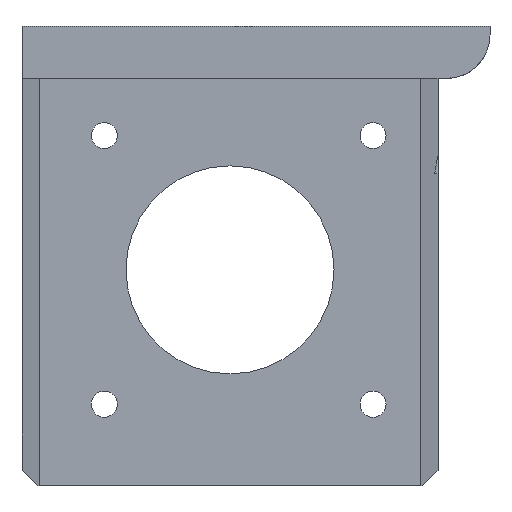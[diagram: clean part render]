
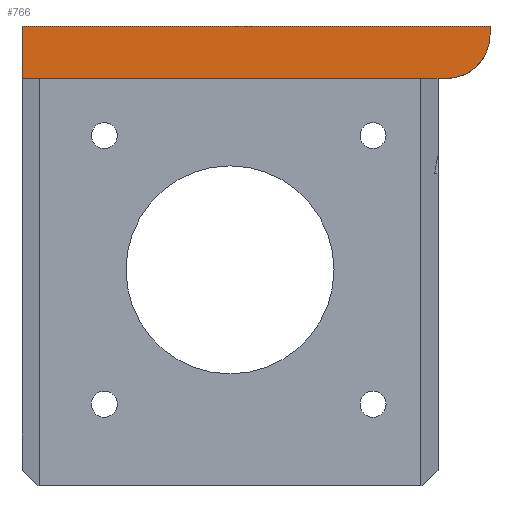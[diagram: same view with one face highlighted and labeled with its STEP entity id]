
A CAD part, left-side view. The second image highlights one B-rep face of the part: STEP entity #766.
In plain terms, the highlighted planar face has unit normal (-1, 0, 0).
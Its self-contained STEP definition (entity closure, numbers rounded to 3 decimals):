
#32 = PLANE('',#33);
#33 = AXIS2_PLACEMENT_3D('',#34,#35,#36);
#34 = CARTESIAN_POINT('',(-7.096,39.5,-20.109));
#35 = DIRECTION('',(0.,1.,0.));
#36 = DIRECTION('',(0.,0.,1.));
#113 = VERTEX_POINT('',#114);
#114 = CARTESIAN_POINT('',(-24.,39.5,-9.5));
#128 = PLANE('',#129);
#129 = AXIS2_PLACEMENT_3D('',#130,#131,#132);
#130 = CARTESIAN_POINT('',(-24.007,39.5,-9.5));
#131 = DIRECTION('',(0.,0.,1.));
#132 = DIRECTION('',(1.,0.,0.));
#140 = EDGE_CURVE('',#141,#113,#143,.T.);
#141 = VERTEX_POINT('',#142);
#142 = CARTESIAN_POINT('',(-24.,39.5,-3.5));
#143 = SURFACE_CURVE('',#144,(#148,#155),.PCURVE_S1.);
#144 = LINE('',#145,#146);
#145 = CARTESIAN_POINT('',(-24.,39.5,-3.5));
#146 = VECTOR('',#147,1.);
#147 = DIRECTION('',(0.,0.,-1.));
#148 = PCURVE('',#32,#149);
#149 = DEFINITIONAL_REPRESENTATION('',(#150),#154);
#150 = LINE('',#151,#152);
#151 = CARTESIAN_POINT('',(16.609,-16.904));
#152 = VECTOR('',#153,1.);
#153 = DIRECTION('',(-1.,0.));
#154 = ( GEOMETRIC_REPRESENTATION_CONTEXT(2) 
PARAMETRIC_REPRESENTATION_CONTEXT() REPRESENTATION_CONTEXT('2D SPACE',''
  ) );
#155 = PCURVE('',#156,#161);
#156 = PLANE('',#157);
#157 = AXIS2_PLACEMENT_3D('',#158,#159,#160);
#158 = CARTESIAN_POINT('',(-24.,39.5,-3.5));
#159 = DIRECTION('',(-1.,0.,0.));
#160 = DIRECTION('',(0.,0.,-1.));
#161 = DEFINITIONAL_REPRESENTATION('',(#162),#166);
#162 = LINE('',#163,#164);
#163 = CARTESIAN_POINT('',(0.,0.));
#164 = VECTOR('',#165,1.);
#165 = DIRECTION('',(1.,0.));
#166 = ( GEOMETRIC_REPRESENTATION_CONTEXT(2) 
PARAMETRIC_REPRESENTATION_CONTEXT() REPRESENTATION_CONTEXT('2D SPACE',''
  ) );
#184 = PLANE('',#185);
#185 = AXIS2_PLACEMENT_3D('',#186,#187,#188);
#186 = CARTESIAN_POINT('',(24.,39.5,-3.5));
#187 = DIRECTION('',(0.,0.,-1.));
#188 = DIRECTION('',(0.,-1.,0.));
#724 = VERTEX_POINT('',#725);
#725 = CARTESIAN_POINT('',(-24.,37.5,-9.5));
#746 = EDGE_CURVE('',#113,#724,#747,.T.);
#747 = SURFACE_CURVE('',#748,(#752,#759),.PCURVE_S1.);
#748 = LINE('',#749,#750);
#749 = CARTESIAN_POINT('',(-24.,39.5,-9.5));
#750 = VECTOR('',#751,1.);
#751 = DIRECTION('',(0.,-1.,0.));
#752 = PCURVE('',#128,#753);
#753 = DEFINITIONAL_REPRESENTATION('',(#754),#758);
#754 = LINE('',#755,#756);
#755 = CARTESIAN_POINT('',(0.007,0.));
#756 = VECTOR('',#757,1.);
#757 = DIRECTION('',(0.,-1.));
#758 = ( GEOMETRIC_REPRESENTATION_CONTEXT(2) 
PARAMETRIC_REPRESENTATION_CONTEXT() REPRESENTATION_CONTEXT('2D SPACE',''
  ) );
#759 = PCURVE('',#156,#760);
#760 = DEFINITIONAL_REPRESENTATION('',(#761),#765);
#761 = LINE('',#762,#763);
#762 = CARTESIAN_POINT('',(6.,0.));
#763 = VECTOR('',#764,1.);
#764 = DIRECTION('',(0.,1.));
#765 = ( GEOMETRIC_REPRESENTATION_CONTEXT(2) 
PARAMETRIC_REPRESENTATION_CONTEXT() REPRESENTATION_CONTEXT('2D SPACE',''
  ) );
#766 = ADVANCED_FACE('',(#767),#156,.T.);
#767 = FACE_BOUND('',#768,.T.);
#768 = EDGE_LOOP('',(#769,#799,#820,#821,#822,#850,#878,#906));
#769 = ORIENTED_EDGE('',*,*,#770,.F.);
#770 = EDGE_CURVE('',#771,#773,#775,.T.);
#771 = VERTEX_POINT('',#772);
#772 = CARTESIAN_POINT('',(-24.,-14.5,-3.5));
#773 = VERTEX_POINT('',#774);
#774 = CARTESIAN_POINT('',(-24.,-14.5,-4.5));
#775 = SURFACE_CURVE('',#776,(#780,#787),.PCURVE_S1.);
#776 = LINE('',#777,#778);
#777 = CARTESIAN_POINT('',(-24.,-14.5,-3.5));
#778 = VECTOR('',#779,1.);
#779 = DIRECTION('',(0.,0.,-1.));
#780 = PCURVE('',#156,#781);
#781 = DEFINITIONAL_REPRESENTATION('',(#782),#786);
#782 = LINE('',#783,#784);
#783 = CARTESIAN_POINT('',(0.,54.));
#784 = VECTOR('',#785,1.);
#785 = DIRECTION('',(1.,0.));
#786 = ( GEOMETRIC_REPRESENTATION_CONTEXT(2) 
PARAMETRIC_REPRESENTATION_CONTEXT() REPRESENTATION_CONTEXT('2D SPACE',''
  ) );
#787 = PCURVE('',#788,#793);
#788 = PLANE('',#789);
#789 = AXIS2_PLACEMENT_3D('',#790,#791,#792);
#790 = CARTESIAN_POINT('',(24.,-14.5,-3.5));
#791 = DIRECTION('',(0.,-1.,0.));
#792 = DIRECTION('',(0.,0.,-1.));
#793 = DEFINITIONAL_REPRESENTATION('',(#794),#798);
#794 = LINE('',#795,#796);
#795 = CARTESIAN_POINT('',(0.,-48.));
#796 = VECTOR('',#797,1.);
#797 = DIRECTION('',(1.,0.));
#798 = ( GEOMETRIC_REPRESENTATION_CONTEXT(2) 
PARAMETRIC_REPRESENTATION_CONTEXT() REPRESENTATION_CONTEXT('2D SPACE',''
  ) );
#799 = ORIENTED_EDGE('',*,*,#800,.F.);
#800 = EDGE_CURVE('',#141,#771,#801,.T.);
#801 = SURFACE_CURVE('',#802,(#806,#813),.PCURVE_S1.);
#802 = LINE('',#803,#804);
#803 = CARTESIAN_POINT('',(-24.,39.5,-3.5));
#804 = VECTOR('',#805,1.);
#805 = DIRECTION('',(0.,-1.,0.));
#806 = PCURVE('',#156,#807);
#807 = DEFINITIONAL_REPRESENTATION('',(#808),#812);
#808 = LINE('',#809,#810);
#809 = CARTESIAN_POINT('',(0.,0.));
#810 = VECTOR('',#811,1.);
#811 = DIRECTION('',(0.,1.));
#812 = ( GEOMETRIC_REPRESENTATION_CONTEXT(2) 
PARAMETRIC_REPRESENTATION_CONTEXT() REPRESENTATION_CONTEXT('2D SPACE',''
  ) );
#813 = PCURVE('',#184,#814);
#814 = DEFINITIONAL_REPRESENTATION('',(#815),#819);
#815 = LINE('',#816,#817);
#816 = CARTESIAN_POINT('',(0.,48.));
#817 = VECTOR('',#818,1.);
#818 = DIRECTION('',(1.,0.));
#819 = ( GEOMETRIC_REPRESENTATION_CONTEXT(2) 
PARAMETRIC_REPRESENTATION_CONTEXT() REPRESENTATION_CONTEXT('2D SPACE',''
  ) );
#820 = ORIENTED_EDGE('',*,*,#140,.T.);
#821 = ORIENTED_EDGE('',*,*,#746,.T.);
#822 = ORIENTED_EDGE('',*,*,#823,.T.);
#823 = EDGE_CURVE('',#724,#824,#826,.T.);
#824 = VERTEX_POINT('',#825);
#825 = CARTESIAN_POINT('',(-24.,-6.5,-9.5));
#826 = SURFACE_CURVE('',#827,(#831,#838),.PCURVE_S1.);
#827 = LINE('',#828,#829);
#828 = CARTESIAN_POINT('',(-24.,39.5,-9.5));
#829 = VECTOR('',#830,1.);
#830 = DIRECTION('',(0.,-1.,0.));
#831 = PCURVE('',#156,#832);
#832 = DEFINITIONAL_REPRESENTATION('',(#833),#837);
#833 = LINE('',#834,#835);
#834 = CARTESIAN_POINT('',(6.,0.));
#835 = VECTOR('',#836,1.);
#836 = DIRECTION('',(0.,1.));
#837 = ( GEOMETRIC_REPRESENTATION_CONTEXT(2) 
PARAMETRIC_REPRESENTATION_CONTEXT() REPRESENTATION_CONTEXT('2D SPACE',''
  ) );
#838 = PCURVE('',#839,#844);
#839 = PLANE('',#840);
#840 = AXIS2_PLACEMENT_3D('',#841,#842,#843);
#841 = CARTESIAN_POINT('',(-16.,37.5,-9.5));
#842 = DIRECTION('',(0.,0.,-1.));
#843 = DIRECTION('',(0.,-1.,0.));
#844 = DEFINITIONAL_REPRESENTATION('',(#845),#849);
#845 = LINE('',#846,#847);
#846 = CARTESIAN_POINT('',(-2.,8.));
#847 = VECTOR('',#848,1.);
#848 = DIRECTION('',(1.,0.));
#849 = ( GEOMETRIC_REPRESENTATION_CONTEXT(2) 
PARAMETRIC_REPRESENTATION_CONTEXT() REPRESENTATION_CONTEXT('2D SPACE',''
  ) );
#850 = ORIENTED_EDGE('',*,*,#851,.T.);
#851 = EDGE_CURVE('',#824,#852,#854,.T.);
#852 = VERTEX_POINT('',#853);
#853 = CARTESIAN_POINT('',(-24.,-8.5,-9.5));
#854 = SURFACE_CURVE('',#855,(#859,#866),.PCURVE_S1.);
#855 = LINE('',#856,#857);
#856 = CARTESIAN_POINT('',(-24.,39.5,-9.5));
#857 = VECTOR('',#858,1.);
#858 = DIRECTION('',(0.,-1.,0.));
#859 = PCURVE('',#156,#860);
#860 = DEFINITIONAL_REPRESENTATION('',(#861),#865);
#861 = LINE('',#862,#863);
#862 = CARTESIAN_POINT('',(6.,0.));
#863 = VECTOR('',#864,1.);
#864 = DIRECTION('',(0.,1.));
#865 = ( GEOMETRIC_REPRESENTATION_CONTEXT(2) 
PARAMETRIC_REPRESENTATION_CONTEXT() REPRESENTATION_CONTEXT('2D SPACE',''
  ) );
#866 = PCURVE('',#867,#872);
#867 = PLANE('',#868);
#868 = AXIS2_PLACEMENT_3D('',#869,#870,#871);
#869 = CARTESIAN_POINT('',(-24.007,39.5,-9.5));
#870 = DIRECTION('',(0.,0.,1.));
#871 = DIRECTION('',(1.,0.,0.));
#872 = DEFINITIONAL_REPRESENTATION('',(#873),#877);
#873 = LINE('',#874,#875);
#874 = CARTESIAN_POINT('',(0.007,0.));
#875 = VECTOR('',#876,1.);
#876 = DIRECTION('',(0.,-1.));
#877 = ( GEOMETRIC_REPRESENTATION_CONTEXT(2) 
PARAMETRIC_REPRESENTATION_CONTEXT() REPRESENTATION_CONTEXT('2D SPACE',''
  ) );
#878 = ORIENTED_EDGE('',*,*,#879,.T.);
#879 = EDGE_CURVE('',#852,#880,#882,.T.);
#880 = VERTEX_POINT('',#881);
#881 = CARTESIAN_POINT('',(-24.,-9.5,-9.5));
#882 = SURFACE_CURVE('',#883,(#887,#894),.PCURVE_S1.);
#883 = LINE('',#884,#885);
#884 = CARTESIAN_POINT('',(-24.,39.5,-9.5));
#885 = VECTOR('',#886,1.);
#886 = DIRECTION('',(0.,-1.,0.));
#887 = PCURVE('',#156,#888);
#888 = DEFINITIONAL_REPRESENTATION('',(#889),#893);
#889 = LINE('',#890,#891);
#890 = CARTESIAN_POINT('',(6.,0.));
#891 = VECTOR('',#892,1.);
#892 = DIRECTION('',(0.,1.));
#893 = ( GEOMETRIC_REPRESENTATION_CONTEXT(2) 
PARAMETRIC_REPRESENTATION_CONTEXT() REPRESENTATION_CONTEXT('2D SPACE',''
  ) );
#894 = PCURVE('',#895,#900);
#895 = PLANE('',#896);
#896 = AXIS2_PLACEMENT_3D('',#897,#898,#899);
#897 = CARTESIAN_POINT('',(24.,39.5,-9.5));
#898 = DIRECTION('',(0.,0.,-1.));
#899 = DIRECTION('',(0.,-1.,0.));
#900 = DEFINITIONAL_REPRESENTATION('',(#901),#905);
#901 = LINE('',#902,#903);
#902 = CARTESIAN_POINT('',(0.,48.));
#903 = VECTOR('',#904,1.);
#904 = DIRECTION('',(1.,0.));
#905 = ( GEOMETRIC_REPRESENTATION_CONTEXT(2) 
PARAMETRIC_REPRESENTATION_CONTEXT() REPRESENTATION_CONTEXT('2D SPACE',''
  ) );
#906 = ORIENTED_EDGE('',*,*,#907,.T.);
#907 = EDGE_CURVE('',#880,#773,#908,.T.);
#908 = SURFACE_CURVE('',#909,(#914,#921),.PCURVE_S1.);
#909 = CIRCLE('',#910,5.);
#910 = AXIS2_PLACEMENT_3D('',#911,#912,#913);
#911 = CARTESIAN_POINT('',(-24.,-9.5,-4.5));
#912 = DIRECTION('',(-1.,-0.,-0.));
#913 = DIRECTION('',(0.,0.,-1.));
#914 = PCURVE('',#156,#915);
#915 = DEFINITIONAL_REPRESENTATION('',(#916),#920);
#916 = CIRCLE('',#917,5.);
#917 = AXIS2_PLACEMENT_2D('',#918,#919);
#918 = CARTESIAN_POINT('',(1.,49.));
#919 = DIRECTION('',(1.,0.));
#920 = ( GEOMETRIC_REPRESENTATION_CONTEXT(2) 
PARAMETRIC_REPRESENTATION_CONTEXT() REPRESENTATION_CONTEXT('2D SPACE',''
  ) );
#921 = PCURVE('',#922,#927);
#922 = CYLINDRICAL_SURFACE('',#923,5.);
#923 = AXIS2_PLACEMENT_3D('',#924,#925,#926);
#924 = CARTESIAN_POINT('',(24.,-9.5,-4.5));
#925 = DIRECTION('',(-1.,0.,0.));
#926 = DIRECTION('',(0.,0.,-1.));
#927 = DEFINITIONAL_REPRESENTATION('',(#928),#932);
#928 = LINE('',#929,#930);
#929 = CARTESIAN_POINT('',(0.,48.));
#930 = VECTOR('',#931,1.);
#931 = DIRECTION('',(1.,0.));
#932 = ( GEOMETRIC_REPRESENTATION_CONTEXT(2) 
PARAMETRIC_REPRESENTATION_CONTEXT() REPRESENTATION_CONTEXT('2D SPACE',''
  ) );
